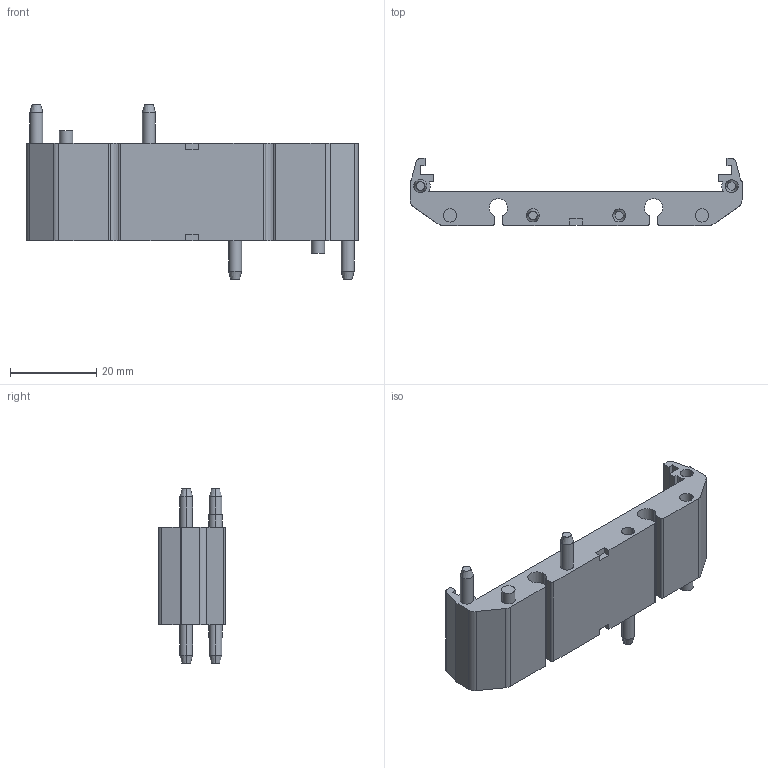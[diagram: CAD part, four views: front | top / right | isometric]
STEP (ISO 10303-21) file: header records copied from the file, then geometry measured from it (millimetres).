
FILE_DESCRIPTION(('SolidDesigner STEP Export'),'2;1');
FILE_NAME('UMK-BE_22.5.stp','2002-08-30T11:41:44',(''),(''),'OneSpaceDesigner STEP processor Version: 9.0 (March 2001)for AP214(CD)(Solid Model)','CoCreate OneSpaceDesigner: 11.50A 18-Jul-2002(C) CoCreate Software GmbH','');
FILE_SCHEMA(('AUTOMOTIVE_DESIGN_CC2 {1 2 10303 214 -1 1 5 1}'));
Length unit declared in the file: millimetre
Products named in the file (2): UMK-BE_22.5
Assembly tree (1 placements, depth 2):
  UMK-BE_22.5
    UMK-BE_22.5
Bounding box: 77 x 15.5 x 40.5 mm (x, y, z)
Volume: 13053.6 mm3; surface area: 7006 mm2
Topology: 1 solids, 1 shells, 155 faces, 395 edges, 258 vertices
Faces by surface type: cylinder 72, plane 67, cone 16
Entity records: 5563 total; most frequent: ORIENTED_EDGE 790, CARTESIAN_POINT 721, DIRECTION 693, EDGE_CURVE 395, VERTEX_POINT 258, VECTOR 233, LINE 233, AXIS2_PLACEMENT_3D 230
